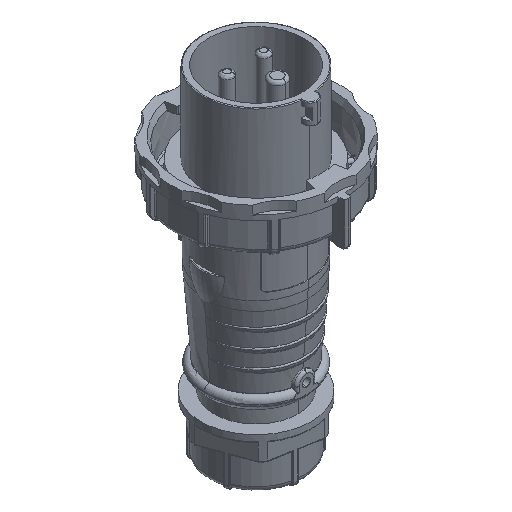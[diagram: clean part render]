
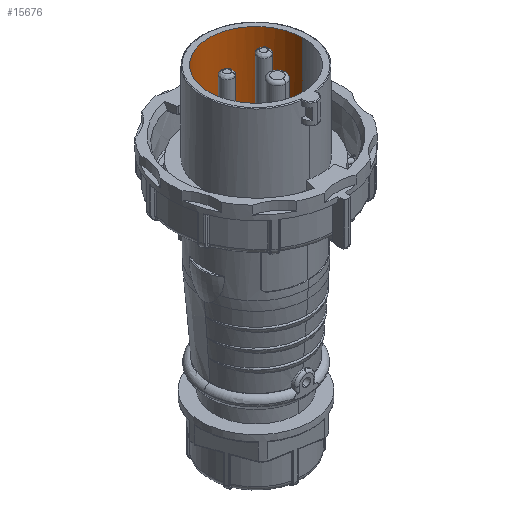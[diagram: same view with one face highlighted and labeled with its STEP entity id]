
A CAD part, isometric view. The second image highlights one B-rep face of the part: STEP entity #15676.
In plain terms, the highlighted free-form (B-spline) face has degree [1, 3] with [2, 4] control points.
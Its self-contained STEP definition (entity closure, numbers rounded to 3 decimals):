
#309 = LINE ( 'NONE', #36978, #1241 ) ;
#453 = CARTESIAN_POINT ( 'NONE',  ( -9.007, 16.194, 61.502 ) ) ;
#1154 = VERTEX_POINT ( 'NONE', #33157 ) ;
#1241 = VECTOR ( 'NONE', #43444, 1000. ) ;
#3242 = CARTESIAN_POINT ( 'NONE',  ( -1.113, 35.284, 22.302 ) ) ;
#3937 = DIRECTION ( 'NONE',  ( 0., 0., -1. ) ) ;
#4057 = CARTESIAN_POINT ( 'NONE',  ( -1.033, -3.056, 61.502 ) ) ;
#4483 = CARTESIAN_POINT ( 'NONE',  ( -1.113, -3.056, 22.302 ) ) ;
#5704 = ORIENTED_EDGE ( 'NONE', *, *, #10329, .T. ) ;
#6758 = AXIS2_PLACEMENT_3D ( 'NONE', #36070, #3937, #40603 ) ;
#9222 = VERTEX_POINT ( 'NONE', #32908 ) ;
#10329 = EDGE_CURVE ( 'NONE', #36884, #27695, #309, .T. ) ;
#10859 =( BOUNDED_SURFACE ( )  B_SPLINE_SURFACE ( 1, 3, ( 
 ( #32481, #17855, #3242, #32258 ),
 ( #36091, #46842, #36307, #17379 ) ),
 .UNSPECIFIED., .F., .F., .F. ) 
 B_SPLINE_SURFACE_WITH_KNOTS ( ( 2, 2 ),
 ( 4, 4 ),
 ( 0., 1. ),
 ( 0., 1. ),
 .UNSPECIFIED. ) 
 GEOMETRIC_REPRESENTATION_ITEM ( )  RATIONAL_B_SPLINE_SURFACE ( (
 ( 1., 0.333, 0.333, 1.),
 ( 1., 0.333, 0.333, 1.) ) ) 
 REPRESENTATION_ITEM ( '' )  SURFACE ( )  );
#11945 = CARTESIAN_POINT ( 'NONE',  ( -39.533, -3.056, 61.502 ) ) ;
#15327 = CARTESIAN_POINT ( 'NONE',  ( -31.56, 16.194, 61.502 ) ) ;
#15676 = ADVANCED_FACE ( 'NONE', ( #29351 ), #10859, .F. ) ;
#15798 = ORIENTED_EDGE ( 'NONE', *, *, #21611, .F. ) ;
#17379 = CARTESIAN_POINT ( 'NONE',  ( -1.033, -3.056, 61.502 ) ) ;
#17806 = ORIENTED_EDGE ( 'NONE', *, *, #22946, .T. ) ;
#17855 = CARTESIAN_POINT ( 'NONE',  ( -39.453, 35.284, 22.302 ) ) ;
#18899 = CARTESIAN_POINT ( 'NONE',  ( -20.283, 16.194, 61.502 ) ) ;
#20327 = ORIENTED_EDGE ( 'NONE', *, *, #22376, .T. ) ;
#20422 = CARTESIAN_POINT ( 'NONE',  ( -39.393, -3.056, -7.153 ) ) ;
#21611 = EDGE_CURVE ( 'NONE', #1154, #9222, #28581, .T. ) ;
#22376 = EDGE_CURVE ( 'NONE', #1154, #36884, #44225, .T. ) ;
#22946 = EDGE_CURVE ( 'NONE', #27695, #9222, #43037, .T. ) ;
#27695 = VERTEX_POINT ( 'NONE', #36441 ) ;
#28581 = LINE ( 'NONE', #20422, #33621 ) ;
#29351 = FACE_OUTER_BOUND ( 'NONE', #32084, .T. ) ;
#32084 = EDGE_LOOP ( 'NONE', ( #15798, #20327, #5704, #17806 ) ) ;
#32258 = CARTESIAN_POINT ( 'NONE',  ( -1.113, -3.056, 22.302 ) ) ;
#32481 = CARTESIAN_POINT ( 'NONE',  ( -39.453, -3.056, 22.302 ) ) ;
#32908 = CARTESIAN_POINT ( 'NONE',  ( -39.533, -3.056, 61.502 ) ) ;
#33157 = CARTESIAN_POINT ( 'NONE',  ( -39.453, -3.056, 22.302 ) ) ;
#33293 = CARTESIAN_POINT ( 'NONE',  ( -1.033, 8.22, 61.502 ) ) ;
#33621 = VECTOR ( 'NONE', #43175, 1000. ) ;
#36070 = CARTESIAN_POINT ( 'NONE',  ( -20.283, -3.056, 22.302 ) ) ;
#36091 = CARTESIAN_POINT ( 'NONE',  ( -39.533, -3.056, 61.502 ) ) ;
#36307 = CARTESIAN_POINT ( 'NONE',  ( -1.033, 35.444, 61.502 ) ) ;
#36441 = CARTESIAN_POINT ( 'NONE',  ( -1.033, -3.056, 61.502 ) ) ;
#36884 = VERTEX_POINT ( 'NONE', #4483 ) ;
#36978 = CARTESIAN_POINT ( 'NONE',  ( -1.173, -3.056, -7.153 ) ) ;
#40603 = DIRECTION ( 'NONE',  ( 0., 1., 0. ) ) ;
#41186 = CARTESIAN_POINT ( 'NONE',  ( -39.533, 8.22, 61.502 ) ) ;
#43037 =( BOUNDED_CURVE ( )  B_SPLINE_CURVE ( 3, ( #4057, #33293, #453, #18899, #15327, #41186, #11945 ),
 .UNSPECIFIED., .F., .F. ) 
 B_SPLINE_CURVE_WITH_KNOTS ( ( 4, 3, 4 ),
 ( 0., 0.5, 1. ),
 .UNSPECIFIED. ) 
 CURVE ( )  GEOMETRIC_REPRESENTATION_ITEM ( )  RATIONAL_B_SPLINE_CURVE ( ( 1., 0.805, 0.805, 1., 0.805, 0.805, 1. ) ) 
 REPRESENTATION_ITEM ( '' )  );
#43175 = DIRECTION ( 'NONE',  ( -0.002, 0., 1. ) ) ;
#43444 = DIRECTION ( 'NONE',  ( 0.002, 0., 1. ) ) ;
#44225 = CIRCLE ( 'NONE', #6758, 19.17 ) ;
#46842 = CARTESIAN_POINT ( 'NONE',  ( -39.533, 35.444, 61.502 ) ) ;
